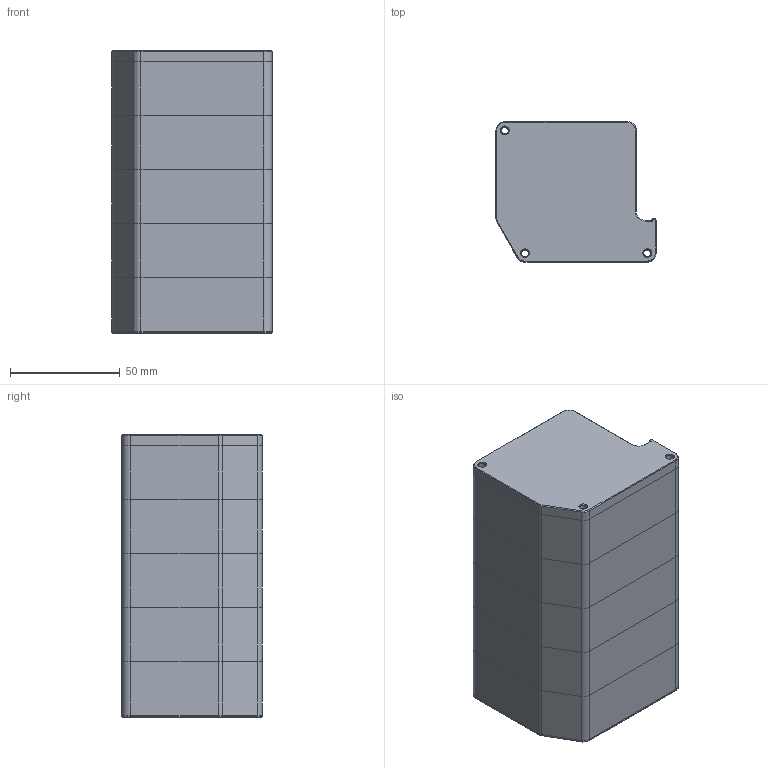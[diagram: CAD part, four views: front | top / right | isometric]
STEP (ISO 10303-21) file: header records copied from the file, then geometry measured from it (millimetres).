
FILE_DESCRIPTION(('FreeCAD Model'),'2;1');
FILE_NAME('SpoolHolderAssembled.step','2020-09-26T11:29:59',('Author'),(''), 'Open CASCADE STEP processor 7.3','FreeCAD','Unknown');
FILE_SCHEMA(('AUTOMOTIVE_DESIGN { 1 0 10303 214 1 1 1 1 }'));
Length unit declared in the file: millimetre
Products named in the file (38): HolderUnit; SpoolHolder_001; SpoolHolder_002; SpoolHolder_003; SpoolHolder_004; SpoolHolder_005; SidePanelRight; SidePanelLeft; ReelCentering_001; ReelCentrBody; ReelCentrPin; ReelCentering_002; ReelCentrBody001; ReelCentrPin001; ReelCentering_003; ReelCentrBody002; ReelCentrPin002; ReelCentering_004; ReelCentrBody003; ReelCentrPin003; ReelCentering_005; ReelCentrBody004; ReelCentrPin004; Reel_001; ReelCore; ReelDisc; Reel_002; ReelCore001; ReelDisc001; Reel_003; ReelCore002; ReelDisc002; Reel_004; ReelCore003; ReelDisc003; Reel_005; ReelCore004; ReelDisc004
Assembly tree (37 placements, depth 3):
  HolderUnit
    SpoolHolder_001
    SpoolHolder_002
    SpoolHolder_003
    SpoolHolder_004
    SpoolHolder_005
    SidePanelRight
    SidePanelLeft
    ReelCentering_001
      ReelCentrBody
      ReelCentrPin
    ReelCentering_002
      ReelCentrBody001
      ReelCentrPin001
    ReelCentering_003
      ReelCentrBody002
      ReelCentrPin002
    ReelCentering_004
      ReelCentrBody003
      ReelCentrPin003
    ReelCentering_005
      ReelCentrBody004
      ReelCentrPin004
    Reel_001
      ReelCore
      ReelDisc
    Reel_002
      ReelCore001
      ReelDisc001
    Reel_003
      ReelCore002
      ReelDisc002
    Reel_004
      ReelCore003
      ReelDisc003
    Reel_005
      ReelCore004
      ReelDisc004
Bounding box: 73 x 64 x 129 mm (x, y, z)
Volume: 238165.5 mm3; surface area: 169688.9 mm2
Topology: 27 solids, 27 shells, 928 faces, 2104 edges, 1286 vertices
Faces by surface type: cylinder 307, plane 295, cone 256, revolution 30, torus 30, extrusion 10
Full cylindrical faces by diameter (mm): 2.5 x5, 3 x10, 3.2 x21, 4.8 x18, 5 x18, 7 x5, 7.2 x5, 8 x10, 25.6 x5, 28 x5, 28.2 x5, 30.4 x5, 56 x10
Entity records: 29009 total; most frequent: CARTESIAN_POINT 6489, DIRECTION 4925, ORIENTED_EDGE 4198, EDGE_CURVE 2099, AXIS2_PLACEMENT_3D 1927, VERTEX_POINT 1286, FACE_BOUND 1081, EDGE_LOOP 1081
